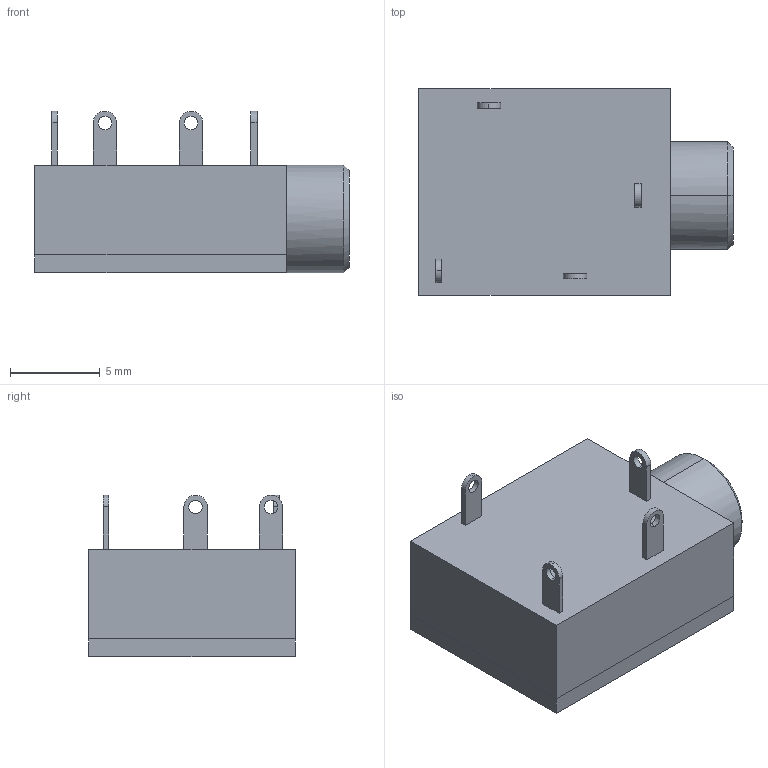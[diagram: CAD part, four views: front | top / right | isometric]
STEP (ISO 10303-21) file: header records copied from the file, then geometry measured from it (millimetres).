
FILE_DESCRIPTION (( 'STEP AP214' ), '1' );
FILE_NAME ('CUI_DEVICES_SJ1-3514N.step', '2019-10-20T22:34:49', ( '' ), ( '' ), 'SwSTEP 2.0', 'SolidWorks 2019', '' );
FILE_SCHEMA (( 'AUTOMOTIVE_DESIGN' ));
Length unit declared in the file: inch
Products named in the file (1): CUI_DEVICES_SJ1-3514N
Bounding box: 17.5 x 11.5 x 9 mm (x, y, z)
Volume: 1032.6 mm3; surface area: 1094.3 mm2
Topology: 2 solids, 2 shells, 52 faces, 123 edges, 80 vertices
Faces by surface type: plane 32, cylinder 18, cone 2
Entity records: 2203 total; most frequent: DIRECTION 269, CARTESIAN_POINT 256, ORIENTED_EDGE 246, EDGE_CURVE 123, AXIS2_PLACEMENT_3D 93, LINE 83, VECTOR 83, VERTEX_POINT 80
